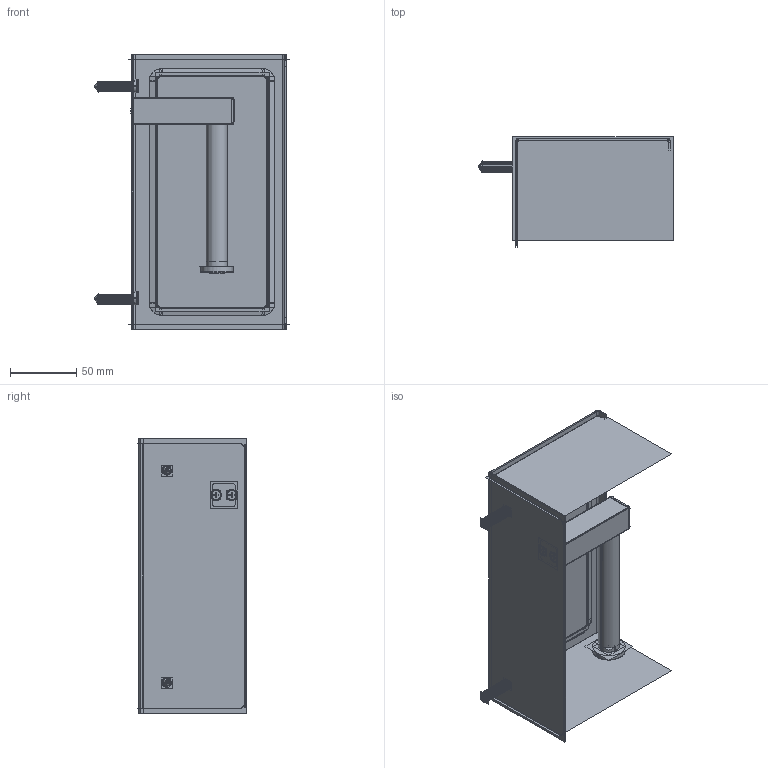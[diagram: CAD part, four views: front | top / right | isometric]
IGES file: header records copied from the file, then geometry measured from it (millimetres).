
Start section:  PTC IGES file: 3D.igs
Global section: file name: 3D.igs; native system: Creo Parametric by PTC Inc.; preprocessor: 2022162; author: 10114295; organization: Unknown; date: 20230327.154555; units: millimetre
Bounding box: 146.68 x 82.63 x 207.58 mm (x, y, z)
Volume: 264808.9 mm3; surface area: 1552416.2 mm2
Topology: 15 solids, 15 shells, 1730 faces, 10738 edges, 14956 vertices
Faces by surface type: revolution 1076, bspline 654
